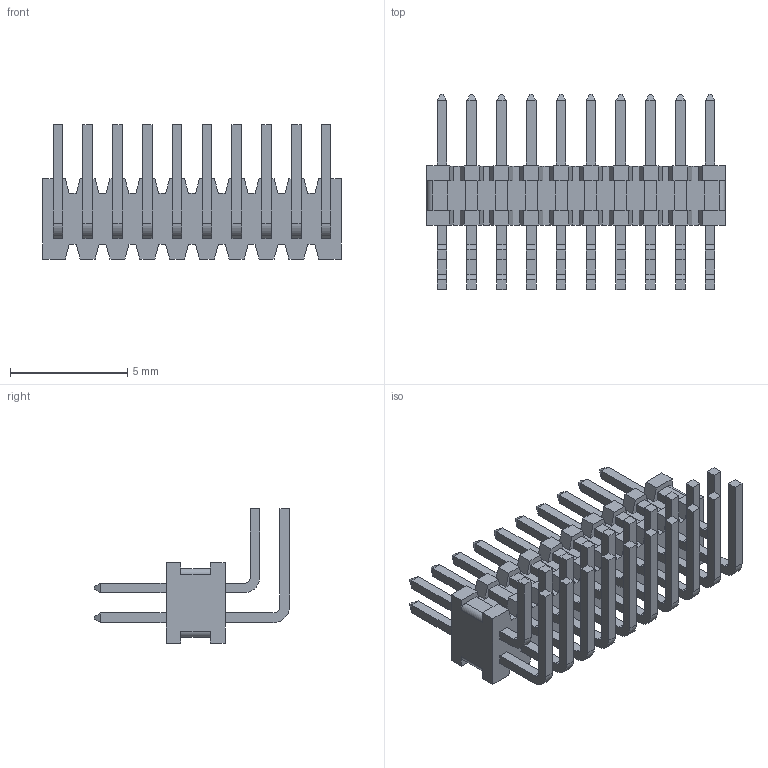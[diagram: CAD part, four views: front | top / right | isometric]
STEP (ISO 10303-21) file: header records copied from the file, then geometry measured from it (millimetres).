
FILE_DESCRIPTION (( 'STEP AP214' ), '1' );
FILE_NAME ('20.STEP', '2020-06-10T11:35:03', ( '' ), ( '' ), 'SwSTEP 2.0', 'SolidWorks 2018', '' );
FILE_SCHEMA (( 'AUTOMOTIVE_DESIGN' ));
Length unit declared in the file: inch
Products named in the file (1): 20
Bounding box: 12.7 x 8.31 x 5.71 mm (x, y, z)
Volume: 116.5 mm3; surface area: 657.5 mm2
Topology: 41 solids, 41 shells, 714 faces, 1816 edges, 1184 vertices
Faces by surface type: plane 670, cylinder 44
Entity records: 23948 total; most frequent: CARTESIAN_POINT 3715, ORIENTED_EDGE 3632, DIRECTION 3334, EDGE_CURVE 1816, VECTOR 1728, LINE 1728, VERTEX_POINT 1184, AXIS2_PLACEMENT_3D 803
